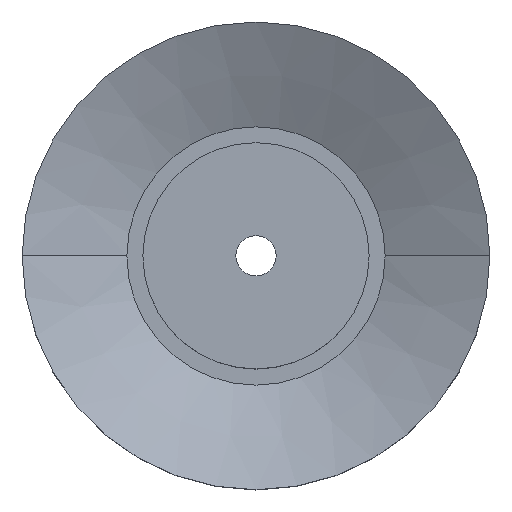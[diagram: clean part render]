
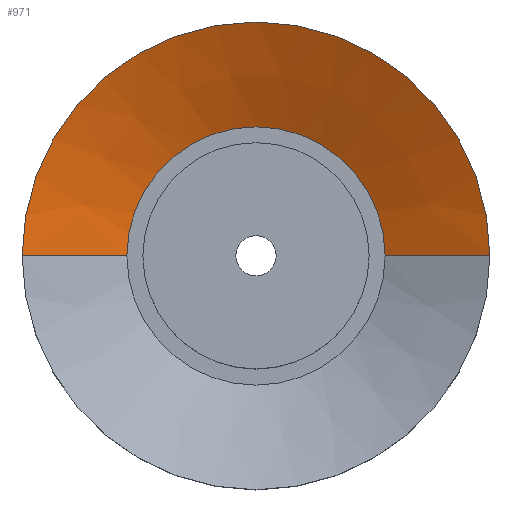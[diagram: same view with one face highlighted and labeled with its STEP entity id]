
A CAD part, top view. The second image highlights one B-rep face of the part: STEP entity #971.
In plain terms, the highlighted conical face has half-angle 65.273 degrees and reference radius 46.5 mm.
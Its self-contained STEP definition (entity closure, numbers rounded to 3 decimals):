
#68 = EDGE_LOOP ( 'NONE', ( #1468, #1190, #926, #543 ) ) ;
#77 = CARTESIAN_POINT ( 'NONE',  ( 25.674, 0., 18.409 ) ) ;
#94 = EDGE_CURVE ( 'NONE', #591, #142, #883, .T. ) ;
#121 = CIRCLE ( 'NONE', #1076, 46.5 ) ;
#142 = VERTEX_POINT ( 'NONE', #1464 ) ;
#168 = FACE_OUTER_BOUND ( 'NONE', #68, .T. ) ;
#320 = DIRECTION ( 'NONE',  ( -0.908, 0., 0.418 ) ) ;
#386 = DIRECTION ( 'NONE',  ( 0.908, 0., 0.418 ) ) ;
#465 = DIRECTION ( 'NONE',  ( 1., 0., 0. ) ) ;
#502 = LINE ( 'NONE', #848, #760 ) ;
#543 = ORIENTED_EDGE ( 'NONE', *, *, #865, .T. ) ;
#544 = EDGE_CURVE ( 'NONE', #1410, #591, #1002, .T. ) ;
#555 = CARTESIAN_POINT ( 'NONE',  ( -46.5, 0., 28. ) ) ;
#588 = DIRECTION ( 'NONE',  ( 0., 0., 1. ) ) ;
#591 = VERTEX_POINT ( 'NONE', #706 ) ;
#631 = CARTESIAN_POINT ( 'NONE',  ( 0., 0., 28. ) ) ;
#673 = AXIS2_PLACEMENT_3D ( 'NONE', #692, #588, #465 ) ;
#690 = EDGE_CURVE ( 'NONE', #1410, #897, #502, .T. ) ;
#692 = CARTESIAN_POINT ( 'NONE',  ( 0., 0., 18.409 ) ) ;
#706 = CARTESIAN_POINT ( 'NONE',  ( -25.674, 0., 18.409 ) ) ;
#735 = CARTESIAN_POINT ( 'NONE',  ( 46.5, 0., 28. ) ) ;
#760 = VECTOR ( 'NONE', #386, 1000. ) ;
#848 = CARTESIAN_POINT ( 'NONE',  ( 46.5, 0., 28. ) ) ;
#865 = EDGE_CURVE ( 'NONE', #897, #142, #121, .T. ) ;
#877 = VECTOR ( 'NONE', #320, 1000. ) ;
#883 = LINE ( 'NONE', #555, #877 ) ;
#897 = VERTEX_POINT ( 'NONE', #735 ) ;
#926 = ORIENTED_EDGE ( 'NONE', *, *, #690, .T. ) ;
#971 = ADVANCED_FACE ( 'NONE', ( #168 ), #1504, .F. ) ;
#1002 = CIRCLE ( 'NONE', #673, 25.674 ) ;
#1070 = CARTESIAN_POINT ( 'NONE',  ( 0., 0., 28. ) ) ;
#1076 = AXIS2_PLACEMENT_3D ( 'NONE', #1070, #1293, #1171 ) ;
#1171 = DIRECTION ( 'NONE',  ( 1., 0., 0. ) ) ;
#1190 = ORIENTED_EDGE ( 'NONE', *, *, #544, .F. ) ;
#1208 = DIRECTION ( 'NONE',  ( 1., 0., 0. ) ) ;
#1217 = AXIS2_PLACEMENT_3D ( 'NONE', #631, #1408, #1208 ) ;
#1293 = DIRECTION ( 'NONE',  ( 0., 0., 1. ) ) ;
#1408 = DIRECTION ( 'NONE',  ( 0., 0., 1. ) ) ;
#1410 = VERTEX_POINT ( 'NONE', #77 ) ;
#1464 = CARTESIAN_POINT ( 'NONE',  ( -46.5, 0., 28. ) ) ;
#1468 = ORIENTED_EDGE ( 'NONE', *, *, #94, .F. ) ;
#1504 = CONICAL_SURFACE ( 'NONE', #1217, 46.5, 1.139 ) ;
